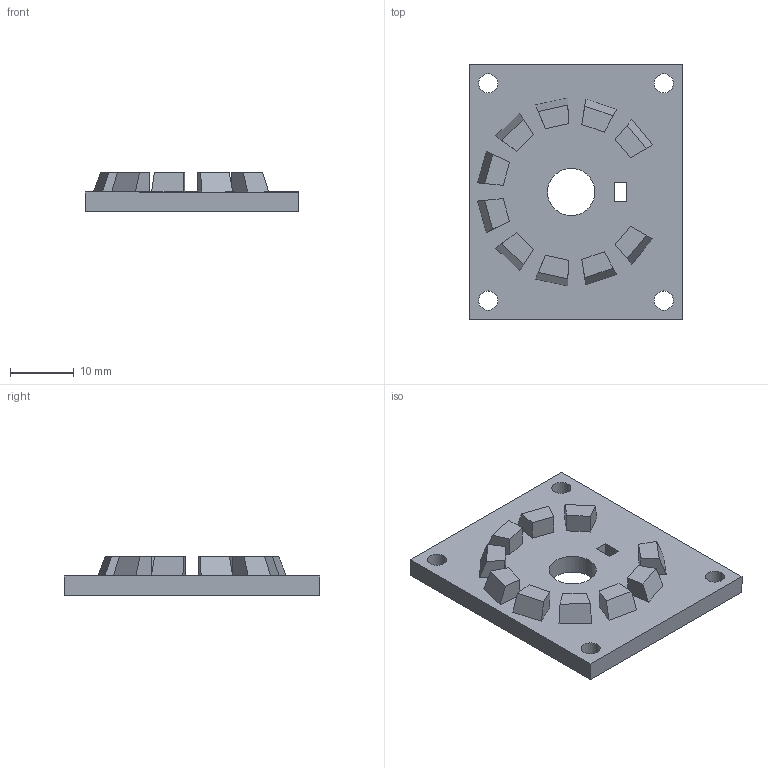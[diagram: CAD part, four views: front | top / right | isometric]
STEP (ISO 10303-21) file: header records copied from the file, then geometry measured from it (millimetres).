
FILE_DESCRIPTION(/* description */ (''),/* implementation_level */ '2;1');
FILE_NAME(/* name */ 'scpnl_box_lid_scpnl02 v4.step',/* time_stamp */ '2019-12-03T09:51:52+01:00',/* author */ (''),/* organization */ (''),/* preprocessor_version */ 'ST-DEVELOPER v18',/* originating_system */ 'Autodesk Translation Framework v8.12.0.6',/* authorisation */ '');
FILE_SCHEMA (('AUTOMOTIVE_DESIGN { 1 0 10303 214 3 1 1 }'));
Length unit declared in the file: millimetre
Products named in the file (2): scpnl_box_lid_scpnl02; Assembly
Assembly tree (1 placements, depth 2):
  scpnl_box_lid_scpnl02
    Assembly
Bounding box: 33.5 x 40 x 6 mm (x, y, z)
Volume: 4230.6 mm3; surface area: 3951.3 mm2
Topology: 11 solids, 11 shells, 75 faces, 169 edges, 116 vertices
Faces by surface type: plane 70, cylinder 5
Full cylindrical faces by diameter (mm): 3 x4, 7.4 x1
Entity records: 2150 total; most frequent: CARTESIAN_POINT 363, DIRECTION 345, ORIENTED_EDGE 338, EDGE_CURVE 169, LINE 149, VECTOR 149, VERTEX_POINT 116, AXIS2_PLACEMENT_3D 98
